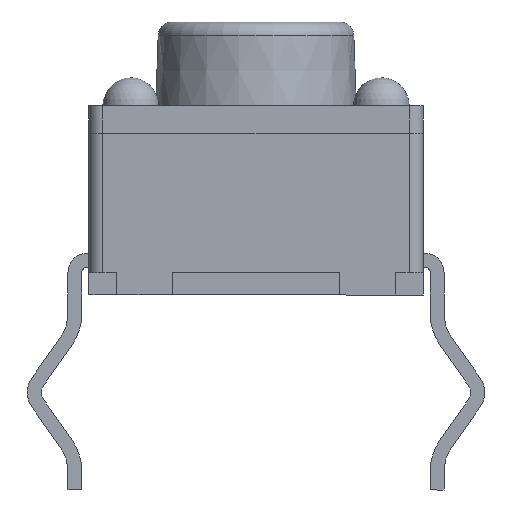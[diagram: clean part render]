
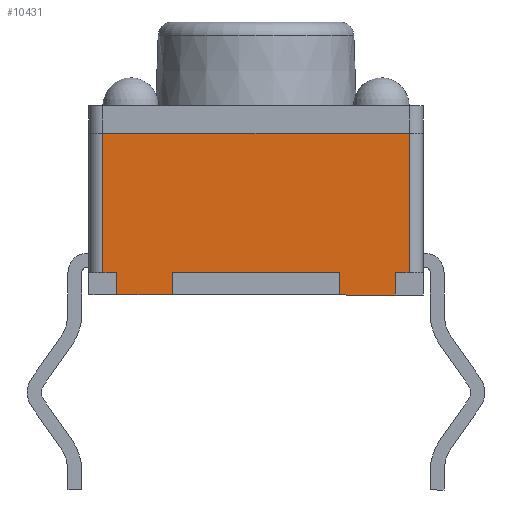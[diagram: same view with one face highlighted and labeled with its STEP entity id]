
A CAD part, left-side view. The second image highlights one B-rep face of the part: STEP entity #10431.
In plain terms, the highlighted planar face has unit normal (-1, 0, 0).
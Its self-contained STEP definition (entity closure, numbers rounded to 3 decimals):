
#214 = VERTEX_POINT ( 'NONE', #16417 ) ;
#300 = FACE_OUTER_BOUND ( 'NONE', #21576, .T. ) ;
#438 = EDGE_CURVE ( 'NONE', #15298, #16532, #10638, .T. ) ;
#667 = CARTESIAN_POINT ( 'NONE',  ( -3., -2.75, 2.9 ) ) ;
#1058 = CARTESIAN_POINT ( 'NONE',  ( -3., 2.75, 2.9 ) ) ;
#1163 = CARTESIAN_POINT ( 'NONE',  ( -3., 2.5, 0.4 ) ) ;
#1736 = LINE ( 'NONE', #8488, #17698 ) ;
#1737 = ORIENTED_EDGE ( 'NONE', *, *, #20042, .F. ) ;
#1857 = CARTESIAN_POINT ( 'NONE',  ( -3., -2.5, 0. ) ) ;
#2262 = EDGE_CURVE ( 'NONE', #18927, #14791, #15318, .T. ) ;
#2278 = CARTESIAN_POINT ( 'NONE',  ( -3., -2.5, 0.4 ) ) ;
#2384 = EDGE_CURVE ( 'NONE', #13328, #20286, #7584, .T. ) ;
#3211 = ORIENTED_EDGE ( 'NONE', *, *, #17077, .T. ) ;
#3259 = LINE ( 'NONE', #21795, #6414 ) ;
#3317 = ORIENTED_EDGE ( 'NONE', *, *, #2384, .T. ) ;
#3583 = ORIENTED_EDGE ( 'NONE', *, *, #18036, .T. ) ;
#3789 = CARTESIAN_POINT ( 'NONE',  ( -3., -2.75, 0.4 ) ) ;
#3960 = VECTOR ( 'NONE', #4841, 1000. ) ;
#4030 = DIRECTION ( 'NONE',  ( 0., 0., 1. ) ) ;
#4563 = LINE ( 'NONE', #12886, #20943 ) ;
#4841 = DIRECTION ( 'NONE',  ( 0., 1., 0. ) ) ;
#4878 = DIRECTION ( 'NONE',  ( 0., 1., 0. ) ) ;
#5429 = VERTEX_POINT ( 'NONE', #1058 ) ;
#5436 = ORIENTED_EDGE ( 'NONE', *, *, #16264, .F. ) ;
#5489 = VERTEX_POINT ( 'NONE', #6603 ) ;
#5805 = AXIS2_PLACEMENT_3D ( 'NONE', #20839, #15653, #15861 ) ;
#5938 = EDGE_CURVE ( 'NONE', #5429, #20286, #15184, .T. ) ;
#6022 = VECTOR ( 'NONE', #16971, 1000. ) ;
#6243 = VERTEX_POINT ( 'NONE', #8006 ) ;
#6307 = EDGE_CURVE ( 'NONE', #12224, #11068, #13319, .T. ) ;
#6414 = VECTOR ( 'NONE', #6687, 1000. ) ;
#6603 = CARTESIAN_POINT ( 'NONE',  ( -3., 2.5, 0.4 ) ) ;
#6623 = ORIENTED_EDGE ( 'NONE', *, *, #16261, .F. ) ;
#6687 = DIRECTION ( 'NONE',  ( 0., -1., 0. ) ) ;
#6794 = DIRECTION ( 'NONE',  ( 0., -1., 0. ) ) ;
#6814 = ORIENTED_EDGE ( 'NONE', *, *, #6307, .T. ) ;
#6959 = ORIENTED_EDGE ( 'NONE', *, *, #17590, .T. ) ;
#7080 = PLANE ( 'NONE',  #5805 ) ;
#7584 = LINE ( 'NONE', #9276, #17648 ) ;
#8006 = CARTESIAN_POINT ( 'NONE',  ( -3., -1.5, 0. ) ) ;
#8488 = CARTESIAN_POINT ( 'NONE',  ( -3., 2.5, 0.4 ) ) ;
#8627 = VECTOR ( 'NONE', #18046, 1000. ) ;
#8737 = CARTESIAN_POINT ( 'NONE',  ( -3., 2.5, 0. ) ) ;
#9276 = CARTESIAN_POINT ( 'NONE',  ( -3., -2.75, 3.4 ) ) ;
#10081 = EDGE_CURVE ( 'NONE', #5429, #214, #12005, .T. ) ;
#10298 = DIRECTION ( 'NONE',  ( 0., 0., -1. ) ) ;
#10360 = ORIENTED_EDGE ( 'NONE', *, *, #438, .F. ) ;
#10431 = ADVANCED_FACE ( 'NONE', ( #300 ), #7080, .F. ) ;
#10638 = LINE ( 'NONE', #19973, #17820 ) ;
#10749 = CARTESIAN_POINT ( 'NONE',  ( -3., 1.5, 0.4 ) ) ;
#11068 = VERTEX_POINT ( 'NONE', #11871 ) ;
#11455 = CARTESIAN_POINT ( 'NONE',  ( -3., -3., 0. ) ) ;
#11552 = VECTOR ( 'NONE', #10298, 1000. ) ;
#11871 = CARTESIAN_POINT ( 'NONE',  ( -3., 1.5, 0. ) ) ;
#12005 = LINE ( 'NONE', #17012, #15668 ) ;
#12224 = VERTEX_POINT ( 'NONE', #8737 ) ;
#12886 = CARTESIAN_POINT ( 'NONE',  ( -3., -1.5, 0.4 ) ) ;
#13319 = LINE ( 'NONE', #11455, #17300 ) ;
#13328 = VERTEX_POINT ( 'NONE', #3789 ) ;
#13449 = CARTESIAN_POINT ( 'NONE',  ( -3., -3., 2.9 ) ) ;
#14791 = VERTEX_POINT ( 'NONE', #1857 ) ;
#15184 = LINE ( 'NONE', #13449, #16951 ) ;
#15261 = DIRECTION ( 'NONE',  ( 0., 0., -1. ) ) ;
#15298 = VERTEX_POINT ( 'NONE', #15569 ) ;
#15318 = LINE ( 'NONE', #2278, #6022 ) ;
#15569 = CARTESIAN_POINT ( 'NONE',  ( -3., -1.5, 0.4 ) ) ;
#15653 = DIRECTION ( 'NONE',  ( 1., 0., 0. ) ) ;
#15668 = VECTOR ( 'NONE', #15261, 1000. ) ;
#15861 = DIRECTION ( 'NONE',  ( 0., 1., 0. ) ) ;
#15987 = CARTESIAN_POINT ( 'NONE',  ( -3., 1.5, 0.4 ) ) ;
#16261 = EDGE_CURVE ( 'NONE', #13328, #18927, #19938, .T. ) ;
#16264 = EDGE_CURVE ( 'NONE', #5489, #214, #1736, .T. ) ;
#16290 = LINE ( 'NONE', #1163, #8627 ) ;
#16417 = CARTESIAN_POINT ( 'NONE',  ( -3., 2.75, 0.4 ) ) ;
#16457 = DIRECTION ( 'NONE',  ( 0., 0., -1. ) ) ;
#16532 = VERTEX_POINT ( 'NONE', #15987 ) ;
#16856 = CARTESIAN_POINT ( 'NONE',  ( -3., -3., 0.4 ) ) ;
#16951 = VECTOR ( 'NONE', #6794, 1000. ) ;
#16971 = DIRECTION ( 'NONE',  ( 0., 0., -1. ) ) ;
#17012 = CARTESIAN_POINT ( 'NONE',  ( -3., 2.75, 3.4 ) ) ;
#17062 = LINE ( 'NONE', #10749, #11552 ) ;
#17077 = EDGE_CURVE ( 'NONE', #6243, #14791, #3259, .T. ) ;
#17300 = VECTOR ( 'NONE', #21773, 1000. ) ;
#17590 = EDGE_CURVE ( 'NONE', #5489, #12224, #16290, .T. ) ;
#17648 = VECTOR ( 'NONE', #4030, 1000. ) ;
#17698 = VECTOR ( 'NONE', #18262, 1000. ) ;
#17820 = VECTOR ( 'NONE', #4878, 1000. ) ;
#18036 = EDGE_CURVE ( 'NONE', #15298, #6243, #4563, .T. ) ;
#18046 = DIRECTION ( 'NONE',  ( 0., 0., -1. ) ) ;
#18262 = DIRECTION ( 'NONE',  ( 0., 1., 0. ) ) ;
#18349 = ORIENTED_EDGE ( 'NONE', *, *, #2262, .F. ) ;
#18927 = VERTEX_POINT ( 'NONE', #21572 ) ;
#19057 = ORIENTED_EDGE ( 'NONE', *, *, #5938, .F. ) ;
#19938 = LINE ( 'NONE', #16856, #3960 ) ;
#19973 = CARTESIAN_POINT ( 'NONE',  ( -3., -1.5, 0.4 ) ) ;
#20042 = EDGE_CURVE ( 'NONE', #16532, #11068, #17062, .T. ) ;
#20286 = VERTEX_POINT ( 'NONE', #667 ) ;
#20839 = CARTESIAN_POINT ( 'NONE',  ( -3., -3., 3.4 ) ) ;
#20943 = VECTOR ( 'NONE', #16457, 1000. ) ;
#21572 = CARTESIAN_POINT ( 'NONE',  ( -3., -2.5, 0.4 ) ) ;
#21576 = EDGE_LOOP ( 'NONE', ( #19057, #21785, #5436, #6959, #6814, #1737, #10360, #3583, #3211, #18349, #6623, #3317 ) ) ;
#21773 = DIRECTION ( 'NONE',  ( 0., -1., 0. ) ) ;
#21785 = ORIENTED_EDGE ( 'NONE', *, *, #10081, .T. ) ;
#21795 = CARTESIAN_POINT ( 'NONE',  ( -3., -3., 0. ) ) ;
